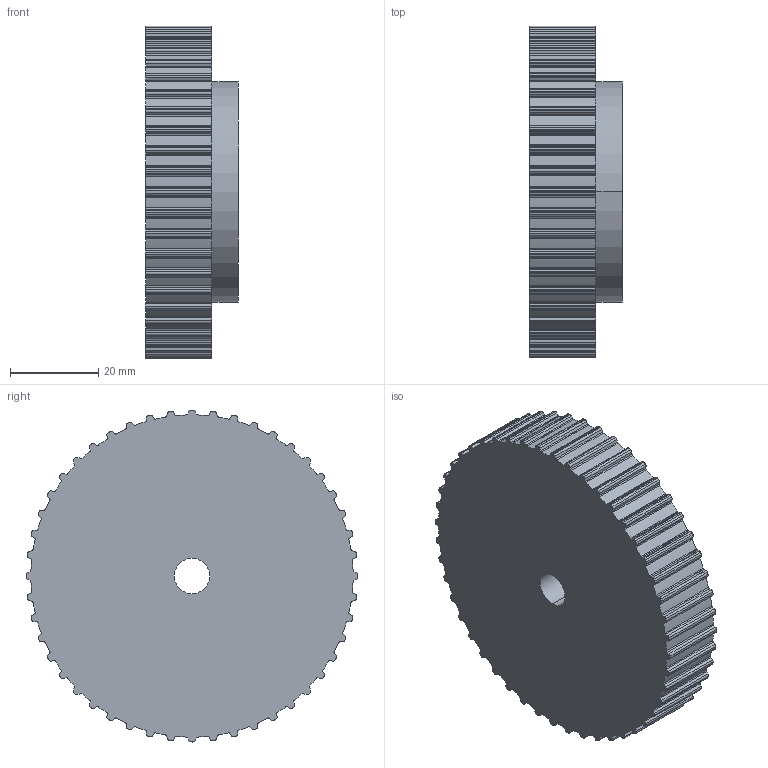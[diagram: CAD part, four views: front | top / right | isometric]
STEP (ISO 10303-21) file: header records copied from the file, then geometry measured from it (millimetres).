
FILE_DESCRIPTION(('HOOPS Exchange Step'),'2;1');
FILE_NAME('export-B37C4616-DE60-4297-A574-A2CE9F1EC5DA.stp','2024-01-30T18:25:47+01:00',('Engineering'),('Alibre'),'HOOPS Exchange 2021.0','Alibre','Unknown authorisation');
FILE_SCHEMA( ('AP242_MANAGED_MODEL_BASED_3D_ENGINEERING_MIM_LF {1 0 10303 442 1 1 4 }') );
Length unit declared in the file: millimetre
Products named in the file (2): 6579-1 AT5 Pulley 21-AT5 Z=48 for 10mm wide belts BODY; 6579 AT5 Pulley 21-AT5 Z=48 for 10mm wide belts
Assembly tree (1 placements, depth 2):
  6579 AT5 Pulley 21-AT5 Z=48 for 10mm wide belts
    6579-1 AT5 Pulley 21-AT5 Z=48 for 10mm wide belts BODY
Bounding box: 21 x 75.15 x 75.15 mm (x, y, z)
Volume: 74671.4 mm3; surface area: 14261.4 mm2
Topology: 1 solids, 1 shells, 465 faces, 1386 edges, 924 vertices
Faces by surface type: cylinder 366, plane 99
Entity records: 16084 total; most frequent: DIRECTION 3058, CARTESIAN_POINT 2780, ORIENTED_EDGE 2772, EDGE_CURVE 1386, AXIS2_PLACEMENT_3D 1202, VERTEX_POINT 924, CIRCLE 732, VECTOR 654
